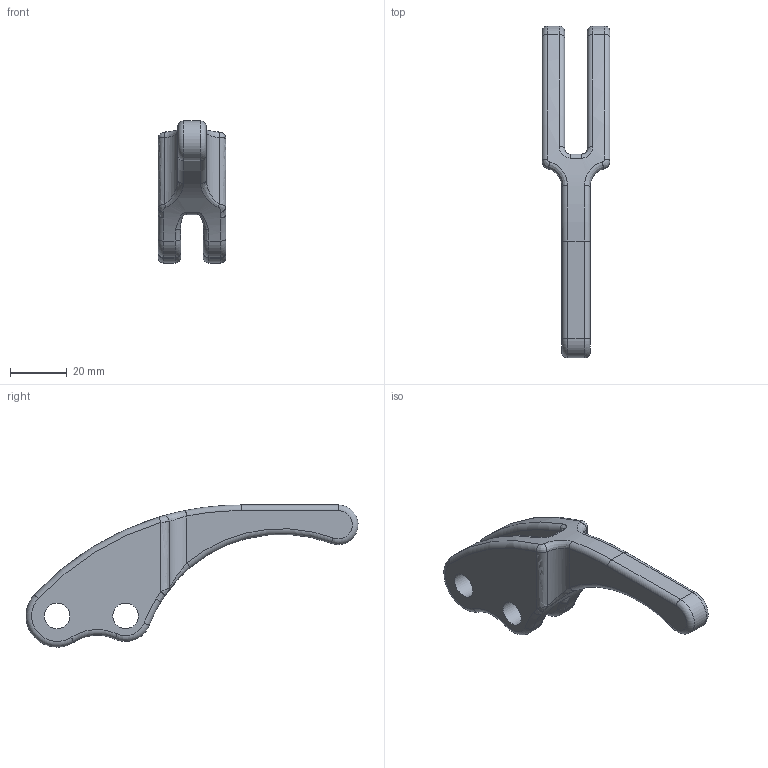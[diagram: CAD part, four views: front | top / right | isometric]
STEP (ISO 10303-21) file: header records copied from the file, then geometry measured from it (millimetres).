
FILE_DESCRIPTION(('FreeCAD Model'),'2;1');
FILE_NAME('Lever.step', '2019-01-29T23:48:33',('Author'),(''), 'Open CASCADE STEP processor 7.2','FreeCAD','Unknown');
FILE_SCHEMA(('AUTOMOTIVE_DESIGN { 1 0 10303 214 1 1 1 1 }'));
Length unit declared in the file: millimetre
Products named in the file (1): Body
Bounding box: 24 x 117.26 x 50.19 mm (x, y, z)
Volume: 32601.1 mm3; surface area: 11449.7 mm2
Topology: 1 solids, 1 shells, 71 faces, 165 edges, 96 vertices
Faces by surface type: torus 24, cylinder 21, bspline 18, plane 8
Full cylindrical faces by diameter (mm): 9 x4
Entity records: 8595 total; most frequent: CARTESIAN_POINT 5457, DIRECTION 562, ORIENTED_EDGE 330, PCURVE 330, DEFINITIONAL_REPRESENTATION 330, LINE 267, VECTOR 267, EDGE_CURVE 165
